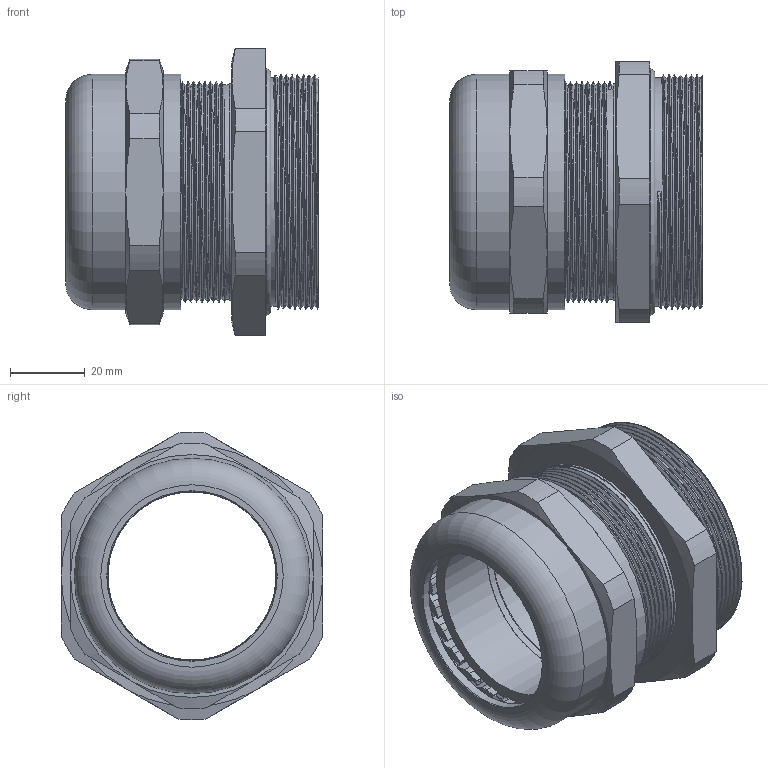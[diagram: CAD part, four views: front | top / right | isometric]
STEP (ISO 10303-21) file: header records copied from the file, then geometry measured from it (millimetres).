
FILE_DESCRIPTION(/* description */ ('Euro-Top-M 50 Edelstahl'),/* implementation_level */ '2;1');
FILE_NAME(/* name */ '90080563-RST.stp',/* time_stamp */ '2019-02-15T14:16:15+01:00',/* author */ ('sl'),/* organization */ (''),/* preprocessor_version */ 'ST-DEVELOPER v16.5',/* originating_system */ 'Autodesk Inventor 2017',/* authorisation */ '');
FILE_SCHEMA (('AUTOMOTIVE_DESIGN { 1 0 10303 214 3 1 1 }'));
Length unit declared in the file: millimetre
Products named in the file (6): 90080550; 90080563; 90080563_1; 90080563_2; 90080563_3; 90080563_4
Assembly tree (5 placements, depth 2):
  90080550
    90080563
    90080563_1
    90080563_2
    90080563_3
    90080563_4
Bounding box: 67.61 x 70 x 77.07 mm (x, y, z)
Volume: 68148.9 mm3; surface area: 59260.1 mm2
Topology: 5 solids, 5 shells, 610 faces, 1511 edges, 921 vertices
Faces by surface type: cylinder 237, plane 185, torus 79, bspline 56, cone 29, sphere 24
Full cylindrical faces by diameter (mm): 45 x1, 45.2 x1, 45.25 x1, 50.18 x1, 51.03 x1, 51.56 x1, 54.24 x1, 54.5 x1, 55 x1, 55.5 x2, 57.4 x2, 57.478 x11, 57.92 x15, 58.05 x1, 61.208 x7, 63.02 x2
Entity records: 25098 total; most frequent: CARTESIAN_POINT 11515, DIRECTION 2962, ORIENTED_EDGE 2750, EDGE_CURVE 1375, AXIS2_PLACEMENT_3D 1219, VERTEX_POINT 848, CIRCLE 687, EDGE_LOOP 627
